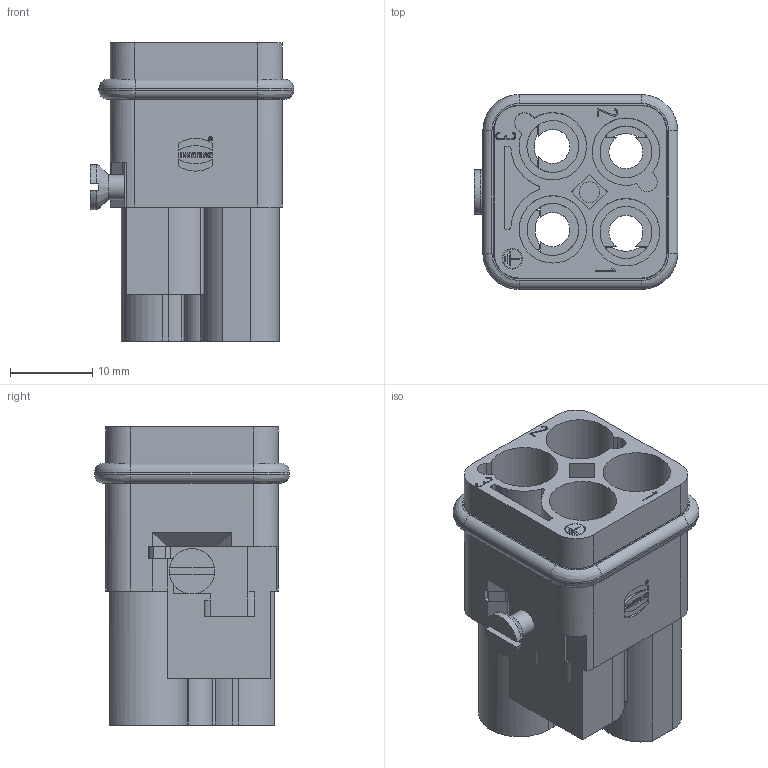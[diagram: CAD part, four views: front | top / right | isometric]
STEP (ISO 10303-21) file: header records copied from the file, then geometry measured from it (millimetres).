
FILE_DESCRIPTION(/* description */ (''),/* implementation_level */ '2;1');
FILE_NAME(/* name */ '100516800ugm000_d.stp',/* time_stamp */ '2019-10-28T13:38:48+01:00',/* author */ (''),/* organization */ (''),/* preprocessor_version */ 'ST-DEVELOPER v16.7',/* originating_system */ 'SIEMENS PLM Software NX 12.0',/* authorisation */ '');
FILE_SCHEMA (('AUTOMOTIVE_DESIGN { 1 0 10303 214 3 1 1 1 }'));
Length unit declared in the file: millimetre
Products named in the file (1): 100516800ugm000_d
Bounding box: 24.75 x 23.7 x 36.25 mm (x, y, z)
Volume: 7980.5 mm3; surface area: 8029.9 mm2
Topology: 1 solids, 1 shells, 496 faces, 1506 edges, 1208 vertices
Faces by surface type: plane 313, cylinder 78, extrusion 51, bspline 43, cone 11
Full cylindrical faces by diameter (mm): 0.455 x1, 0.538 x1, 0.8 x1, 0.854 x1, 2.331 x1, 2.5 x2, 3 x1, 3.05 x1, 6.248 x1, 6.3 x3, 8.2 x2
Entity records: 21475 total; most frequent: CARTESIAN_POINT 5100, ORIENTED_EDGE 2646, DIRECTION 2259, EDGE_CURVE 1323, VECTOR 953, LINE 902, VERTEX_POINT 890, AXIS2_PLACEMENT_3D 653
